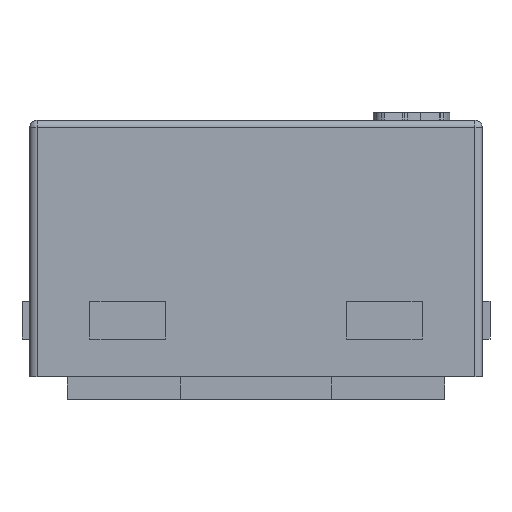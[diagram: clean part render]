
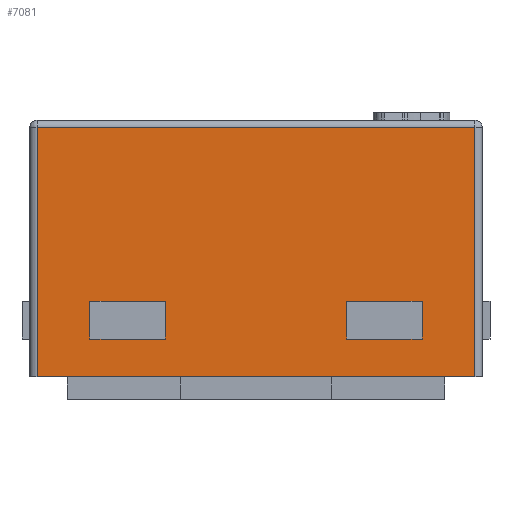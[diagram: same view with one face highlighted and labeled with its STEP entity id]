
A CAD part, left-side view. The second image highlights one B-rep face of the part: STEP entity #7081.
In plain terms, the highlighted planar face has unit normal (-1, 0, 0).
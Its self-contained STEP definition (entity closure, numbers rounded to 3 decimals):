
#262 = CARTESIAN_POINT ( 'NONE',  ( -0.5, 0.3, -0.34 ) ) ;
#462 = CARTESIAN_POINT ( 'NONE',  ( -0.5, -0.12, -0.24 ) ) ;
#494 = VECTOR ( 'NONE', #17973, 1000. ) ;
#499 = VERTEX_POINT ( 'NONE', #9693 ) ;
#849 = ORIENTED_EDGE ( 'NONE', *, *, #10526, .T. ) ;
#854 = EDGE_CURVE ( 'NONE', #1563, #2288, #5043, .T. ) ;
#952 = VECTOR ( 'NONE', #12390, 1000. ) ;
#1067 = VECTOR ( 'NONE', #5849, 1000. ) ;
#1096 = VERTEX_POINT ( 'NONE', #2134 ) ;
#1141 = FACE_BOUND ( 'NONE', #13794, .T. ) ;
#1563 = VERTEX_POINT ( 'NONE', #16074 ) ;
#1627 = ORIENTED_EDGE ( 'NONE', *, *, #1724, .F. ) ;
#1724 = EDGE_CURVE ( 'NONE', #7824, #1563, #8591, .T. ) ;
#2134 = CARTESIAN_POINT ( 'NONE',  ( -0.5, 0.29, -0.01 ) ) ;
#2288 = VERTEX_POINT ( 'NONE', #462 ) ;
#2415 = CARTESIAN_POINT ( 'NONE',  ( -0.5, 0.22, -0.24 ) ) ;
#2592 = CARTESIAN_POINT ( 'NONE',  ( -0.5, 0.3, -0.34 ) ) ;
#2741 = VERTEX_POINT ( 'NONE', #9313 ) ;
#2776 = CARTESIAN_POINT ( 'NONE',  ( -0.5, -0.12, -0.29 ) ) ;
#2794 = CARTESIAN_POINT ( 'NONE',  ( -0.5, 0.22, -0.24 ) ) ;
#2912 = ORIENTED_EDGE ( 'NONE', *, *, #17475, .F. ) ;
#3037 = ORIENTED_EDGE ( 'NONE', *, *, #3516, .F. ) ;
#3493 = VECTOR ( 'NONE', #4169, 1000. ) ;
#3516 = EDGE_CURVE ( 'NONE', #8237, #7824, #15083, .T. ) ;
#3564 = CARTESIAN_POINT ( 'NONE',  ( -0.5, 0.12, -0.29 ) ) ;
#3657 = DIRECTION ( 'NONE',  ( 0., 0., 1. ) ) ;
#3691 = VERTEX_POINT ( 'NONE', #6127 ) ;
#3956 = EDGE_CURVE ( 'NONE', #14310, #3691, #16034, .T. ) ;
#4169 = DIRECTION ( 'NONE',  ( 0., 0., -1. ) ) ;
#4281 = LINE ( 'NONE', #16973, #10946 ) ;
#4575 = EDGE_CURVE ( 'NONE', #499, #5761, #4281, .T. ) ;
#4918 = DIRECTION ( 'NONE',  ( -1., 0., 0. ) ) ;
#5043 = LINE ( 'NONE', #8966, #16971 ) ;
#5441 = VECTOR ( 'NONE', #6110, 1000. ) ;
#5507 = AXIS2_PLACEMENT_3D ( 'NONE', #2592, #4918, #6570 ) ;
#5647 = CARTESIAN_POINT ( 'NONE',  ( -0.5, 0.29, -0.34 ) ) ;
#5761 = VERTEX_POINT ( 'NONE', #2415 ) ;
#5836 = EDGE_CURVE ( 'NONE', #12091, #1096, #13801, .T. ) ;
#5849 = DIRECTION ( 'NONE',  ( 0., 0., 1. ) ) ;
#6110 = DIRECTION ( 'NONE',  ( 0., -1., 0. ) ) ;
#6125 = ORIENTED_EDGE ( 'NONE', *, *, #7738, .F. ) ;
#6127 = CARTESIAN_POINT ( 'NONE',  ( -0.5, 0.12, -0.29 ) ) ;
#6570 = DIRECTION ( 'NONE',  ( 0., 0., 1. ) ) ;
#6695 = VECTOR ( 'NONE', #17988, 1000. ) ;
#7081 = ADVANCED_FACE ( 'NONE', ( #14794, #9112, #1141 ), #10673, .T. ) ;
#7099 = CARTESIAN_POINT ( 'NONE',  ( -0.5, -0.12, -0.24 ) ) ;
#7126 = ORIENTED_EDGE ( 'NONE', *, *, #17658, .T. ) ;
#7337 = EDGE_CURVE ( 'NONE', #2741, #12091, #9216, .T. ) ;
#7738 = EDGE_CURVE ( 'NONE', #2288, #8237, #9886, .T. ) ;
#7740 = VECTOR ( 'NONE', #11443, 1000. ) ;
#7824 = VERTEX_POINT ( 'NONE', #15993 ) ;
#8209 = LINE ( 'NONE', #5647, #494 ) ;
#8237 = VERTEX_POINT ( 'NONE', #2776 ) ;
#8302 = DIRECTION ( 'NONE',  ( 0., 1., 0. ) ) ;
#8408 = VERTEX_POINT ( 'NONE', #13249 ) ;
#8591 = LINE ( 'NONE', #15444, #1067 ) ;
#8608 = LINE ( 'NONE', #262, #7740 ) ;
#8771 = ORIENTED_EDGE ( 'NONE', *, *, #13325, .F. ) ;
#8820 = VECTOR ( 'NONE', #15266, 1000. ) ;
#8966 = CARTESIAN_POINT ( 'NONE',  ( -0.5, -0.12, -0.24 ) ) ;
#9112 = FACE_BOUND ( 'NONE', #16887, .T. ) ;
#9193 = CARTESIAN_POINT ( 'NONE',  ( -0.5, 0.12, -0.24 ) ) ;
#9216 = LINE ( 'NONE', #9668, #6695 ) ;
#9305 = ORIENTED_EDGE ( 'NONE', *, *, #4575, .F. ) ;
#9313 = CARTESIAN_POINT ( 'NONE',  ( -0.5, -0.29, -0.34 ) ) ;
#9475 = CARTESIAN_POINT ( 'NONE',  ( -0.5, 0.22, -0.29 ) ) ;
#9652 = CARTESIAN_POINT ( 'NONE',  ( -0.5, -0.29, -0.01 ) ) ;
#9668 = CARTESIAN_POINT ( 'NONE',  ( -0.5, -0.29, -0.34 ) ) ;
#9693 = CARTESIAN_POINT ( 'NONE',  ( -0.5, 0.12, -0.24 ) ) ;
#9835 = CARTESIAN_POINT ( 'NONE',  ( -0.5, 0.3, -0.01 ) ) ;
#9886 = LINE ( 'NONE', #7099, #3493 ) ;
#10442 = ORIENTED_EDGE ( 'NONE', *, *, #854, .F. ) ;
#10526 = EDGE_CURVE ( 'NONE', #8408, #2741, #8608, .T. ) ;
#10663 = VECTOR ( 'NONE', #3657, 1000. ) ;
#10673 = PLANE ( 'NONE',  #5507 ) ;
#10795 = CARTESIAN_POINT ( 'NONE',  ( -0.5, -0.12, -0.29 ) ) ;
#10946 = VECTOR ( 'NONE', #8302, 1000. ) ;
#11443 = DIRECTION ( 'NONE',  ( 0., -1., 0. ) ) ;
#11874 = ORIENTED_EDGE ( 'NONE', *, *, #3956, .F. ) ;
#11995 = EDGE_LOOP ( 'NONE', ( #849, #14221, #17922, #7126 ) ) ;
#12091 = VERTEX_POINT ( 'NONE', #9652 ) ;
#12147 = LINE ( 'NONE', #9193, #10663 ) ;
#12390 = DIRECTION ( 'NONE',  ( 0., 0., -1. ) ) ;
#13249 = CARTESIAN_POINT ( 'NONE',  ( -0.5, 0.29, -0.34 ) ) ;
#13325 = EDGE_CURVE ( 'NONE', #5761, #14310, #13829, .T. ) ;
#13794 = EDGE_LOOP ( 'NONE', ( #8771, #9305, #2912, #11874 ) ) ;
#13801 = LINE ( 'NONE', #9835, #15441 ) ;
#13829 = LINE ( 'NONE', #2794, #952 ) ;
#14221 = ORIENTED_EDGE ( 'NONE', *, *, #7337, .T. ) ;
#14310 = VERTEX_POINT ( 'NONE', #9475 ) ;
#14794 = FACE_OUTER_BOUND ( 'NONE', #11995, .T. ) ;
#15083 = LINE ( 'NONE', #10795, #8820 ) ;
#15266 = DIRECTION ( 'NONE',  ( 0., -1., 0. ) ) ;
#15441 = VECTOR ( 'NONE', #17986, 1000. ) ;
#15444 = CARTESIAN_POINT ( 'NONE',  ( -0.5, -0.22, -0.24 ) ) ;
#15993 = CARTESIAN_POINT ( 'NONE',  ( -0.5, -0.22, -0.29 ) ) ;
#16034 = LINE ( 'NONE', #3564, #5441 ) ;
#16074 = CARTESIAN_POINT ( 'NONE',  ( -0.5, -0.22, -0.24 ) ) ;
#16161 = DIRECTION ( 'NONE',  ( 0., 1., 0. ) ) ;
#16887 = EDGE_LOOP ( 'NONE', ( #6125, #10442, #1627, #3037 ) ) ;
#16971 = VECTOR ( 'NONE', #16161, 1000. ) ;
#16973 = CARTESIAN_POINT ( 'NONE',  ( -0.5, 0.12, -0.24 ) ) ;
#17475 = EDGE_CURVE ( 'NONE', #3691, #499, #12147, .T. ) ;
#17658 = EDGE_CURVE ( 'NONE', #1096, #8408, #8209, .T. ) ;
#17922 = ORIENTED_EDGE ( 'NONE', *, *, #5836, .T. ) ;
#17973 = DIRECTION ( 'NONE',  ( 0., 0., -1. ) ) ;
#17986 = DIRECTION ( 'NONE',  ( 0., 1., 0. ) ) ;
#17988 = DIRECTION ( 'NONE',  ( 0., 0., 1. ) ) ;
